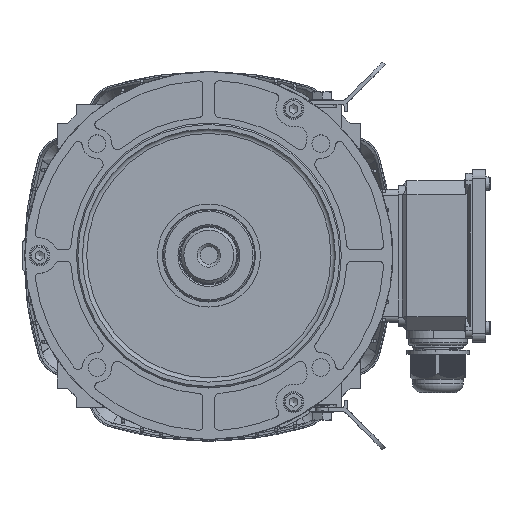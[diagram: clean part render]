
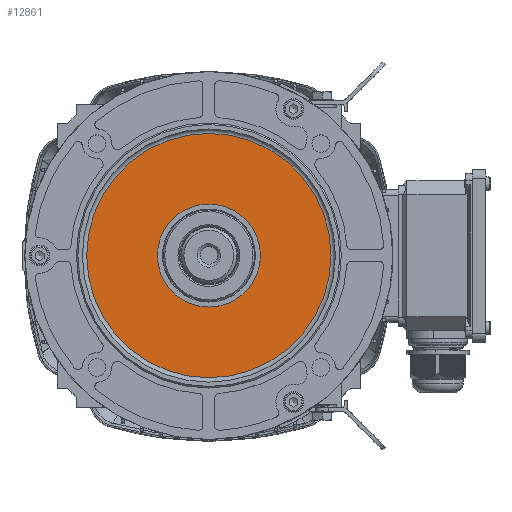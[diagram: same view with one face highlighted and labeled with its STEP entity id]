
A CAD part, top view. The second image highlights one B-rep face of the part: STEP entity #12861.
In plain terms, the highlighted planar face has unit normal (0, 0, 1).
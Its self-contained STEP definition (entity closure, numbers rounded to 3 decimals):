
#7834=FACE_BOUND('',#24782,.T.);
#7835=FACE_BOUND('',#24783,.T.);
#12861=ADVANCED_FACE('',(#7834,#7835),#16854,.F.);
#16854=PLANE('',#96451);
#24782=EDGE_LOOP('',(#42817));
#24783=EDGE_LOOP('',(#42818));
#29468=CIRCLE('',#96448,83.);
#29469=CIRCLE('',#96450,35.);
#42817=ORIENTED_EDGE('',*,*,#71779,.F.);
#42818=ORIENTED_EDGE('',*,*,#71778,.T.);
#61375=VERTEX_POINT('',#148828);
#61376=VERTEX_POINT('',#148831);
#71778=EDGE_CURVE('',#61375,#61375,#29468,.T.);
#71779=EDGE_CURVE('',#61376,#61376,#29469,.T.);
#96448=AXIS2_PLACEMENT_3D('',#148827,#111331,#111332);
#96450=AXIS2_PLACEMENT_3D('',#148830,#111335,#111336);
#96451=AXIS2_PLACEMENT_3D('',#148832,#111337,#111338);
#111331=DIRECTION('',(0.,0.,1.));
#111332=DIRECTION('',(0.,-1.,0.));
#111335=DIRECTION('',(0.,0.,1.));
#111336=DIRECTION('',(0.,-1.,0.));
#111337=DIRECTION('',(0.,0.,-1.));
#111338=DIRECTION('',(0.,1.,0.));
#148827=CARTESIAN_POINT('',(0.,0.,277.));
#148828=CARTESIAN_POINT('',(0.,-83.,277.));
#148830=CARTESIAN_POINT('',(0.,0.,277.));
#148831=CARTESIAN_POINT('',(0.,-35.,277.));
#148832=CARTESIAN_POINT('',(83.,0.,277.));
